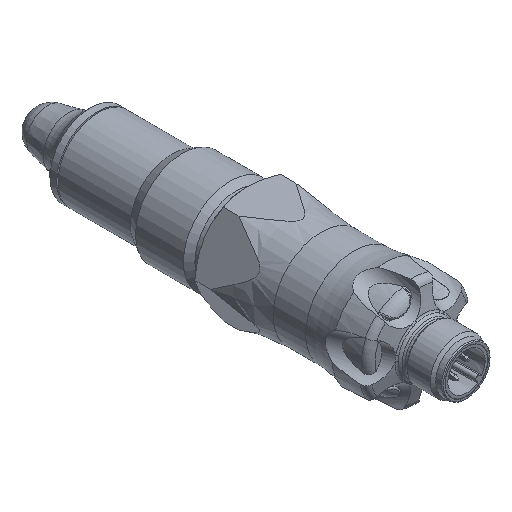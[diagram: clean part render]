
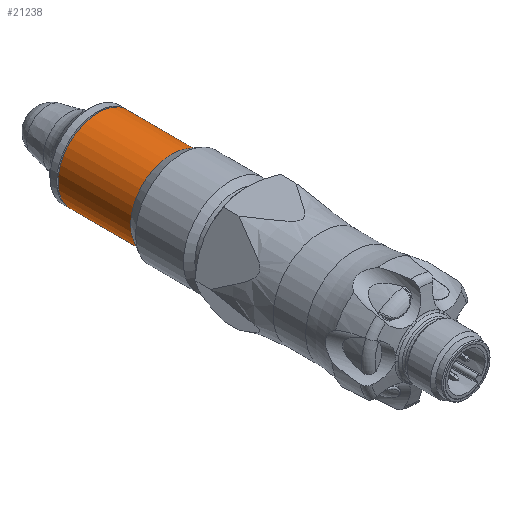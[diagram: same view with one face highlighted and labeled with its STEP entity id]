
A CAD part, isometric view. The second image highlights one B-rep face of the part: STEP entity #21238.
In plain terms, the highlighted cylindrical face has radius 9 mm (diameter 18 mm), a full revolution.
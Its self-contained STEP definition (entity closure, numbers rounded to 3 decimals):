
#400=CYLINDRICAL_SURFACE('',#22270,9.);
#3235=CIRCLE('',#22269,9.);
#3236=CIRCLE('',#22271,9.);
#4348=ORIENTED_EDGE('',*,*,#8717,.T.);
#4349=ORIENTED_EDGE('',*,*,#8716,.T.);
#8716=EDGE_CURVE('',#10942,#10942,#3235,.T.);
#8717=EDGE_CURVE('',#10943,#10943,#3236,.T.);
#10942=VERTEX_POINT('',#29790);
#10943=VERTEX_POINT('',#29793);
#12810=EDGE_LOOP('',(#4348));
#12811=EDGE_LOOP('',(#4349));
#13823=FACE_BOUND('',#12810,.T.);
#13824=FACE_BOUND('',#12811,.T.);
#21238=ADVANCED_FACE('',(#13823,#13824),#400,.T.);
#22269=AXIS2_PLACEMENT_3D('',#29789,#24242,#24243);
#22270=AXIS2_PLACEMENT_3D('',#29791,#24244,#24245);
#22271=AXIS2_PLACEMENT_3D('',#29792,#24246,#24247);
#24242=DIRECTION('',(0.,1.,0.));
#24243=DIRECTION('',(-1.,0.,0.));
#24244=DIRECTION('',(0.,1.,0.));
#24245=DIRECTION('',(-1.,0.,0.));
#24246=DIRECTION('',(0.,-1.,0.));
#24247=DIRECTION('',(0.,0.,-1.));
#29789=CARTESIAN_POINT('',(0.,-16.5,0.));
#29790=CARTESIAN_POINT('',(-9.,-16.5,0.));
#29791=CARTESIAN_POINT('',(0.,13.5,0.));
#29792=CARTESIAN_POINT('',(0.,-0.302,0.));
#29793=CARTESIAN_POINT('',(0.,-0.302,-9.));
